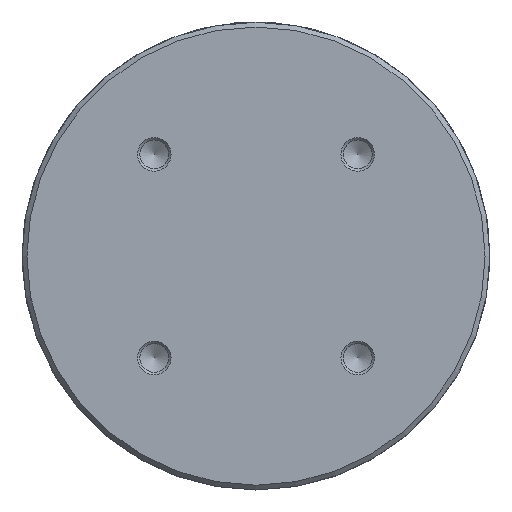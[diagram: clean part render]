
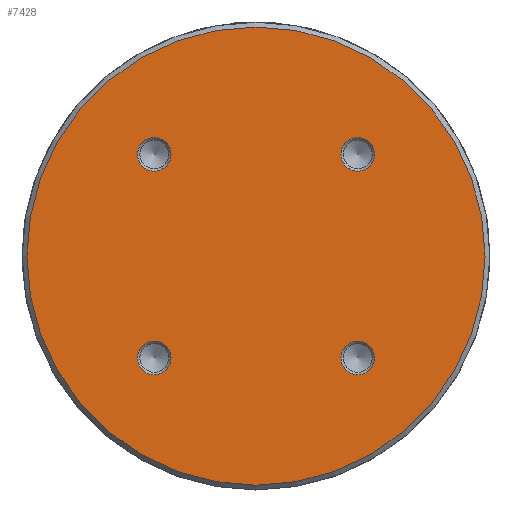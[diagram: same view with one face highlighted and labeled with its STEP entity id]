
A CAD part, front view. The second image highlights one B-rep face of the part: STEP entity #7428.
In plain terms, the highlighted face is planar.
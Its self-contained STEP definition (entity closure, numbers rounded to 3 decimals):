
#107 = CARTESIAN_POINT ( 'NONE',  ( -42.426, 42.426, 0. ) ) ;
#361 = CARTESIAN_POINT ( 'NONE',  ( 42.426, -42.426, 0. ) ) ;
#373 = FACE_OUTER_BOUND ( 'NONE', #5989, .T. ) ;
#458 = FACE_BOUND ( 'NONE', #1406, .T. ) ;
#531 = FACE_BOUND ( 'NONE', #5918, .T. ) ;
#537 = DIRECTION ( 'NONE',  ( 0., 0., -1. ) ) ;
#624 = AXIS2_PLACEMENT_3D ( 'NONE', #107, #4239, #704 ) ;
#704 = DIRECTION ( 'NONE',  ( -1., 0., 0. ) ) ;
#765 = VERTEX_POINT ( 'NONE', #5595 ) ;
#948 = FACE_BOUND ( 'NONE', #3039, .T. ) ;
#965 = DIRECTION ( 'NONE',  ( 1., 0., 0. ) ) ;
#1145 = PLANE ( 'NONE',  #5109 ) ;
#1201 = AXIS2_PLACEMENT_3D ( 'NONE', #5828, #2274, #6409 ) ;
#1406 = EDGE_LOOP ( 'NONE', ( #5666 ) ) ;
#1460 = CARTESIAN_POINT ( 'NONE',  ( 95.5, 0., 0. ) ) ;
#1726 = CARTESIAN_POINT ( 'NONE',  ( 0., 0., 0. ) ) ;
#1969 = EDGE_CURVE ( 'NONE', #7364, #7364, #3726, .T. ) ;
#1995 = AXIS2_PLACEMENT_3D ( 'NONE', #5854, #2300, #6432 ) ;
#2039 = AXIS2_PLACEMENT_3D ( 'NONE', #361, #4513, #965 ) ;
#2274 = DIRECTION ( 'NONE',  ( 0., 0., 1. ) ) ;
#2300 = DIRECTION ( 'NONE',  ( 0., 0., 1. ) ) ;
#2494 = DIRECTION ( 'NONE',  ( 0., 0., 1. ) ) ;
#2513 = CARTESIAN_POINT ( 'NONE',  ( 49.426, -42.426, 0. ) ) ;
#2672 = CARTESIAN_POINT ( 'NONE',  ( -49.426, -42.426, 0. ) ) ;
#2995 = EDGE_CURVE ( 'NONE', #4845, #4845, #4576, .T. ) ;
#3038 = EDGE_CURVE ( 'NONE', #765, #765, #4487, .T. ) ;
#3039 = EDGE_LOOP ( 'NONE', ( #4257 ) ) ;
#3494 = CIRCLE ( 'NONE', #624, 7. ) ;
#3726 = CIRCLE ( 'NONE', #2039, 7. ) ;
#3981 = ORIENTED_EDGE ( 'NONE', *, *, #1969, .T. ) ;
#4239 = DIRECTION ( 'NONE',  ( 0., 0., -1. ) ) ;
#4257 = ORIENTED_EDGE ( 'NONE', *, *, #6319, .T. ) ;
#4352 = CIRCLE ( 'NONE', #6073, 7. ) ;
#4487 = CIRCLE ( 'NONE', #1995, 7. ) ;
#4513 = DIRECTION ( 'NONE',  ( 0., 0., -1. ) ) ;
#4576 = CIRCLE ( 'NONE', #1201, 95.5 ) ;
#4845 = VERTEX_POINT ( 'NONE', #1460 ) ;
#5109 = AXIS2_PLACEMENT_3D ( 'NONE', #1726, #537, #5871 ) ;
#5595 = CARTESIAN_POINT ( 'NONE',  ( 49.426, 42.426, 0. ) ) ;
#5666 = ORIENTED_EDGE ( 'NONE', *, *, #3038, .F. ) ;
#5828 = CARTESIAN_POINT ( 'NONE',  ( 0., 0., 0. ) ) ;
#5854 = CARTESIAN_POINT ( 'NONE',  ( 42.426, 42.426, 0. ) ) ;
#5871 = DIRECTION ( 'NONE',  ( -1., 0., 0. ) ) ;
#5918 = EDGE_LOOP ( 'NONE', ( #6740 ) ) ;
#5968 = EDGE_CURVE ( 'NONE', #6796, #6796, #4352, .T. ) ;
#5989 = EDGE_LOOP ( 'NONE', ( #6958 ) ) ;
#6035 = CARTESIAN_POINT ( 'NONE',  ( -42.426, -42.426, 0. ) ) ;
#6073 = AXIS2_PLACEMENT_3D ( 'NONE', #6035, #2494, #6632 ) ;
#6319 = EDGE_CURVE ( 'NONE', #6689, #6689, #3494, .T. ) ;
#6409 = DIRECTION ( 'NONE',  ( 1., 0., 0. ) ) ;
#6432 = DIRECTION ( 'NONE',  ( 1., 0., 0. ) ) ;
#6632 = DIRECTION ( 'NONE',  ( -1., 0., 0. ) ) ;
#6689 = VERTEX_POINT ( 'NONE', #7424 ) ;
#6740 = ORIENTED_EDGE ( 'NONE', *, *, #5968, .F. ) ;
#6796 = VERTEX_POINT ( 'NONE', #2672 ) ;
#6958 = ORIENTED_EDGE ( 'NONE', *, *, #2995, .T. ) ;
#7364 = VERTEX_POINT ( 'NONE', #2513 ) ;
#7424 = CARTESIAN_POINT ( 'NONE',  ( -49.426, 42.426, 0. ) ) ;
#7428 = ADVANCED_FACE ( 'NONE', ( #531, #948, #7683, #458, #373 ), #1145, .F. ) ;
#7595 = EDGE_LOOP ( 'NONE', ( #3981 ) ) ;
#7683 = FACE_BOUND ( 'NONE', #7595, .T. ) ;
